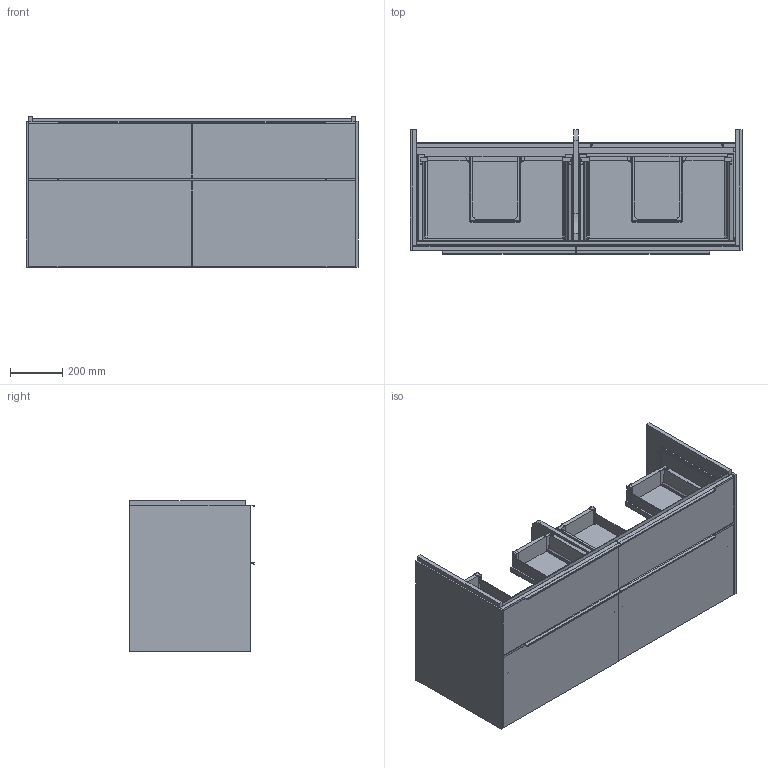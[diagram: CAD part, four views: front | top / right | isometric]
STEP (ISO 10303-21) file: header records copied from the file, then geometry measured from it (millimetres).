
FILE_DESCRIPTION(/* description */ (''),/* implementation_level */ '2;1');
FILE_NAME(/* name */ 'TK127_C5680Z_RFS.stp',/* time_stamp */ '2020-12-01T09:41:54+01:00',/* author */ ('StegeR'),/* organization */ (''),/* preprocessor_version */ 'ST-DEVELOPER v16.1',/* originating_system */ 'Autodesk Inventor 2016',/* authorisation */ '');
FILE_SCHEMA (('AUTOMOTIVE_DESIGN { 1 0 10303 214 3 1 1 }'));
Products named in the file (1): TK127_C5680Z_RFS
Bounding box: 1272 x 478 x 576 mm (x, y, z)
Volume: 55206276.4 mm3; surface area: 9917996.1 mm2
Topology: 78 solids, 80 shells, 4479 faces, 12190 edges, 8033 vertices
Faces by surface type: plane 3053, cylinder 1322, bspline 42, torus 24, sphere 20, cone 18
Full cylindrical faces by diameter (mm): 2.5 x4, 3 x2, 3.8 x1, 4 x14, 5 x22, 5.1 x8, 6 x28, 7.2 x4, 10 x4, 12 x4, 12.2 x4, 25 x2, 26 x2
Entity records: 141666 total; most frequent: CARTESIAN_POINT 25398, ORIENTED_EDGE 24112, DIRECTION 23665, EDGE_CURVE 12054, LINE 9239, VECTOR 9239, VERTEX_POINT 8014, AXIS2_PLACEMENT_3D 7213
